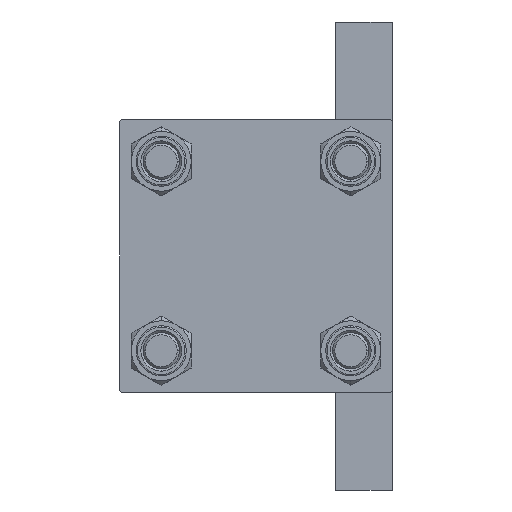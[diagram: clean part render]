
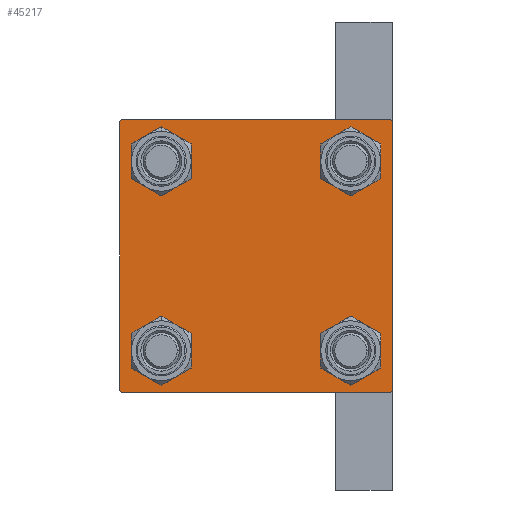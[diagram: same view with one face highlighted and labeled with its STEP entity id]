
A CAD part, left-side view. The second image highlights one B-rep face of the part: STEP entity #45217.
In plain terms, the highlighted planar face has unit normal (-1, 0, 0).
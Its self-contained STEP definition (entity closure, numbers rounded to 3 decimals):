
#127 = CARTESIAN_POINT ( 'NONE',  ( 0., 20.85, 25.35 ) ) ;
#145 = VERTEX_POINT ( 'NONE', #9687 ) ;
#1210 = VECTOR ( 'NONE', #48696, 1000. ) ;
#1920 = ORIENTED_EDGE ( 'NONE', *, *, #22597, .T. ) ;
#2230 = ORIENTED_EDGE ( 'NONE', *, *, #6927, .T. ) ;
#2314 = CIRCLE ( 'NONE', #25140, 4.5 ) ;
#2425 = CIRCLE ( 'NONE', #42563, 4.5 ) ;
#2756 = LINE ( 'NONE', #15051, #13220 ) ;
#2764 = CARTESIAN_POINT ( 'NONE',  ( 0., 20.85, 20.85 ) ) ;
#3145 = CARTESIAN_POINT ( 'NONE',  ( 0., -20.85, 16.35 ) ) ;
#3485 = DIRECTION ( 'NONE',  ( 0., 0., 1. ) ) ;
#3584 = CARTESIAN_POINT ( 'NONE',  ( 0., 30., 30. ) ) ;
#3951 = CIRCLE ( 'NONE', #29167, 4.5 ) ;
#4259 = EDGE_CURVE ( 'NONE', #42000, #37218, #3951, .T. ) ;
#4403 = DIRECTION ( 'NONE',  ( 0., 0., 1. ) ) ;
#4575 = VERTEX_POINT ( 'NONE', #6511 ) ;
#4827 = CARTESIAN_POINT ( 'NONE',  ( 0., -20.85, -20.85 ) ) ;
#6305 = EDGE_LOOP ( 'NONE', ( #12296, #18495, #8133, #13746, #32907, #30068, #32582, #28876 ) ) ;
#6339 = ORIENTED_EDGE ( 'NONE', *, *, #14849, .T. ) ;
#6511 = CARTESIAN_POINT ( 'NONE',  ( 0., -30., -29.5 ) ) ;
#6927 = EDGE_CURVE ( 'NONE', #45266, #7067, #28425, .T. ) ;
#7014 = CARTESIAN_POINT ( 'NONE',  ( 0., 20.85, 20.85 ) ) ;
#7067 = VERTEX_POINT ( 'NONE', #19479 ) ;
#7666 = VECTOR ( 'NONE', #21243, 1000. ) ;
#8133 = ORIENTED_EDGE ( 'NONE', *, *, #31147, .T. ) ;
#8403 = CIRCLE ( 'NONE', #48557, 4.5 ) ;
#8997 = LINE ( 'NONE', #9239, #21897 ) ;
#9124 = VERTEX_POINT ( 'NONE', #44438 ) ;
#9146 = CARTESIAN_POINT ( 'NONE',  ( 0., -29.5, -30. ) ) ;
#9239 = CARTESIAN_POINT ( 'NONE',  ( 0., 30., -30. ) ) ;
#9305 = DIRECTION ( 'NONE',  ( 0., 0., 1. ) ) ;
#9687 = CARTESIAN_POINT ( 'NONE',  ( 0., -30., 29.5 ) ) ;
#9715 = CARTESIAN_POINT ( 'NONE',  ( 0., -29.5, 30. ) ) ;
#10732 = CIRCLE ( 'NONE', #43788, 4.5 ) ;
#10842 = CARTESIAN_POINT ( 'NONE',  ( 0., 30., 29.5 ) ) ;
#11560 = FACE_BOUND ( 'NONE', #11935, .T. ) ;
#11935 = EDGE_LOOP ( 'NONE', ( #44051, #1920 ) ) ;
#12057 = FACE_OUTER_BOUND ( 'NONE', #6305, .T. ) ;
#12222 = LINE ( 'NONE', #34901, #31659 ) ;
#12296 = ORIENTED_EDGE ( 'NONE', *, *, #31763, .T. ) ;
#12470 = DIRECTION ( 'NONE',  ( 0., 0., 1. ) ) ;
#13220 = VECTOR ( 'NONE', #14801, 1000. ) ;
#13373 = LINE ( 'NONE', #27683, #7666 ) ;
#13746 = ORIENTED_EDGE ( 'NONE', *, *, #14912, .T. ) ;
#14418 = DIRECTION ( 'NONE',  ( 1., 0., 0. ) ) ;
#14801 = DIRECTION ( 'NONE',  ( 0., 0.707, -0.707 ) ) ;
#14849 = EDGE_CURVE ( 'NONE', #45018, #42286, #18725, .T. ) ;
#14912 = EDGE_CURVE ( 'NONE', #42673, #4575, #36922, .T. ) ;
#15051 = CARTESIAN_POINT ( 'NONE',  ( 0., 29.75, 29.75 ) ) ;
#15494 = FACE_BOUND ( 'NONE', #27273, .T. ) ;
#16215 = FACE_BOUND ( 'NONE', #36903, .T. ) ;
#16642 = EDGE_CURVE ( 'NONE', #7067, #45266, #2314, .T. ) ;
#16881 = CARTESIAN_POINT ( 'NONE',  ( 0., 20.85, -20.85 ) ) ;
#17241 = CARTESIAN_POINT ( 'NONE',  ( 0., -20.85, 25.35 ) ) ;
#17281 = DIRECTION ( 'NONE',  ( 0., 0.707, 0.707 ) ) ;
#17771 = CARTESIAN_POINT ( 'NONE',  ( 0., 29.5, -30. ) ) ;
#18021 = DIRECTION ( 'NONE',  ( 1., 0., 0. ) ) ;
#18209 = CARTESIAN_POINT ( 'NONE',  ( 0., 30., -29.5 ) ) ;
#18495 = ORIENTED_EDGE ( 'NONE', *, *, #44434, .T. ) ;
#18614 = LINE ( 'NONE', #3584, #1210 ) ;
#18663 = DIRECTION ( 'NONE',  ( 0., -0.707, 0.707 ) ) ;
#18725 = CIRCLE ( 'NONE', #42364, 4.5 ) ;
#18735 = VECTOR ( 'NONE', #40719, 1000. ) ;
#19092 = AXIS2_PLACEMENT_3D ( 'NONE', #30548, #23123, #4403 ) ;
#19479 = CARTESIAN_POINT ( 'NONE',  ( 0., 20.85, -25.35 ) ) ;
#19592 = DIRECTION ( 'NONE',  ( 0., -0.707, -0.707 ) ) ;
#20183 = VERTEX_POINT ( 'NONE', #18209 ) ;
#20583 = DIRECTION ( 'NONE',  ( 1., 0., 0. ) ) ;
#20655 = EDGE_CURVE ( 'NONE', #32199, #26969, #18614, .T. ) ;
#20813 = DIRECTION ( 'NONE',  ( 1., 0., 0. ) ) ;
#21155 = CARTESIAN_POINT ( 'NONE',  ( 0., -20.85, 20.85 ) ) ;
#21243 = DIRECTION ( 'NONE',  ( 0., 0., -1. ) ) ;
#21897 = VECTOR ( 'NONE', #30721, 1000. ) ;
#21907 = ORIENTED_EDGE ( 'NONE', *, *, #41241, .T. ) ;
#22597 = EDGE_CURVE ( 'NONE', #37218, #42000, #10732, .T. ) ;
#23123 = DIRECTION ( 'NONE',  ( -1., 0., 0. ) ) ;
#24089 = CARTESIAN_POINT ( 'NONE',  ( 0., -20.85, -20.85 ) ) ;
#24115 = DIRECTION ( 'NONE',  ( 1., 0., 0. ) ) ;
#24183 = LINE ( 'NONE', #46878, #43347 ) ;
#25140 = AXIS2_PLACEMENT_3D ( 'NONE', #40898, #44591, #45079 ) ;
#26593 = CIRCLE ( 'NONE', #39980, 4.5 ) ;
#26863 = AXIS2_PLACEMENT_3D ( 'NONE', #16881, #20813, #43757 ) ;
#26969 = VERTEX_POINT ( 'NONE', #9715 ) ;
#27273 = EDGE_LOOP ( 'NONE', ( #2230, #38963 ) ) ;
#27319 = PLANE ( 'NONE',  #19092 ) ;
#27329 = CARTESIAN_POINT ( 'NONE',  ( 0., -20.85, -16.35 ) ) ;
#27683 = CARTESIAN_POINT ( 'NONE',  ( 0., -30., 30. ) ) ;
#28130 = EDGE_CURVE ( 'NONE', #37549, #9124, #8403, .T. ) ;
#28322 = DIRECTION ( 'NONE',  ( 0., 0., 1. ) ) ;
#28393 = ORIENTED_EDGE ( 'NONE', *, *, #28130, .T. ) ;
#28425 = CIRCLE ( 'NONE', #26863, 4.5 ) ;
#28876 = ORIENTED_EDGE ( 'NONE', *, *, #30753, .T. ) ;
#28920 = EDGE_CURVE ( 'NONE', #145, #4575, #13373, .T. ) ;
#29072 = DIRECTION ( 'NONE',  ( 1., 0., 0. ) ) ;
#29167 = AXIS2_PLACEMENT_3D ( 'NONE', #4827, #20583, #12470 ) ;
#29469 = DIRECTION ( 'NONE',  ( 0., 0., 1. ) ) ;
#29803 = EDGE_CURVE ( 'NONE', #42286, #45018, #26593, .T. ) ;
#30068 = ORIENTED_EDGE ( 'NONE', *, *, #39775, .T. ) ;
#30548 = CARTESIAN_POINT ( 'NONE',  ( 0., 0., 0. ) ) ;
#30682 = CARTESIAN_POINT ( 'NONE',  ( 0., -20.85, -25.35 ) ) ;
#30721 = DIRECTION ( 'NONE',  ( 0., -1., 0. ) ) ;
#30753 = EDGE_CURVE ( 'NONE', #32199, #41861, #2756, .T. ) ;
#31147 = EDGE_CURVE ( 'NONE', #39685, #42673, #8997, .T. ) ;
#31265 = DIRECTION ( 'NONE',  ( 1., 0., 0. ) ) ;
#31381 = EDGE_LOOP ( 'NONE', ( #28393, #21907 ) ) ;
#31659 = VECTOR ( 'NONE', #19592, 1000. ) ;
#31763 = EDGE_CURVE ( 'NONE', #41861, #20183, #32846, .T. ) ;
#32199 = VERTEX_POINT ( 'NONE', #46025 ) ;
#32582 = ORIENTED_EDGE ( 'NONE', *, *, #20655, .F. ) ;
#32846 = LINE ( 'NONE', #33080, #18735 ) ;
#32907 = ORIENTED_EDGE ( 'NONE', *, *, #28920, .F. ) ;
#33080 = CARTESIAN_POINT ( 'NONE',  ( 0., 30., 30. ) ) ;
#34124 = ORIENTED_EDGE ( 'NONE', *, *, #29803, .T. ) ;
#34901 = CARTESIAN_POINT ( 'NONE',  ( 0., 29.75, -29.75 ) ) ;
#35227 = CARTESIAN_POINT ( 'NONE',  ( 0., -20.85, 20.85 ) ) ;
#36903 = EDGE_LOOP ( 'NONE', ( #6339, #34124 ) ) ;
#36922 = LINE ( 'NONE', #41360, #40009 ) ;
#37218 = VERTEX_POINT ( 'NONE', #30682 ) ;
#37549 = VERTEX_POINT ( 'NONE', #127 ) ;
#38418 = CARTESIAN_POINT ( 'NONE',  ( 0., 20.85, -16.35 ) ) ;
#38963 = ORIENTED_EDGE ( 'NONE', *, *, #16642, .T. ) ;
#39685 = VERTEX_POINT ( 'NONE', #17771 ) ;
#39775 = EDGE_CURVE ( 'NONE', #145, #26969, #24183, .T. ) ;
#39980 = AXIS2_PLACEMENT_3D ( 'NONE', #21155, #29072, #43866 ) ;
#40009 = VECTOR ( 'NONE', #18663, 1000. ) ;
#40719 = DIRECTION ( 'NONE',  ( 0., 0., -1. ) ) ;
#40898 = CARTESIAN_POINT ( 'NONE',  ( 0., 20.85, -20.85 ) ) ;
#41241 = EDGE_CURVE ( 'NONE', #9124, #37549, #2425, .T. ) ;
#41360 = CARTESIAN_POINT ( 'NONE',  ( 0., -29.75, -29.75 ) ) ;
#41861 = VERTEX_POINT ( 'NONE', #10842 ) ;
#42000 = VERTEX_POINT ( 'NONE', #27329 ) ;
#42123 = FACE_BOUND ( 'NONE', #31381, .T. ) ;
#42286 = VERTEX_POINT ( 'NONE', #3145 ) ;
#42364 = AXIS2_PLACEMENT_3D ( 'NONE', #35227, #24115, #28322 ) ;
#42563 = AXIS2_PLACEMENT_3D ( 'NONE', #7014, #14418, #29469 ) ;
#42673 = VERTEX_POINT ( 'NONE', #9146 ) ;
#43347 = VECTOR ( 'NONE', #17281, 1000. ) ;
#43757 = DIRECTION ( 'NONE',  ( 0., 0., 1. ) ) ;
#43788 = AXIS2_PLACEMENT_3D ( 'NONE', #24089, #31265, #9305 ) ;
#43866 = DIRECTION ( 'NONE',  ( 0., 0., 1. ) ) ;
#44051 = ORIENTED_EDGE ( 'NONE', *, *, #4259, .T. ) ;
#44434 = EDGE_CURVE ( 'NONE', #20183, #39685, #12222, .T. ) ;
#44438 = CARTESIAN_POINT ( 'NONE',  ( 0., 20.85, 16.35 ) ) ;
#44591 = DIRECTION ( 'NONE',  ( 1., 0., 0. ) ) ;
#45018 = VERTEX_POINT ( 'NONE', #17241 ) ;
#45079 = DIRECTION ( 'NONE',  ( 0., 0., 1. ) ) ;
#45217 = ADVANCED_FACE ( 'NONE', ( #16215, #11560, #15494, #42123, #12057 ), #27319, .T. ) ;
#45266 = VERTEX_POINT ( 'NONE', #38418 ) ;
#46025 = CARTESIAN_POINT ( 'NONE',  ( 0., 29.5, 30. ) ) ;
#46878 = CARTESIAN_POINT ( 'NONE',  ( 0., -29.75, 29.75 ) ) ;
#48557 = AXIS2_PLACEMENT_3D ( 'NONE', #2764, #18021, #3485 ) ;
#48696 = DIRECTION ( 'NONE',  ( 0., -1., 0. ) ) ;
